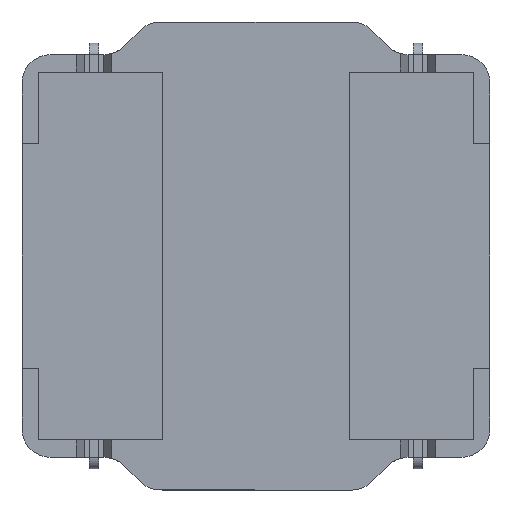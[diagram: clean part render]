
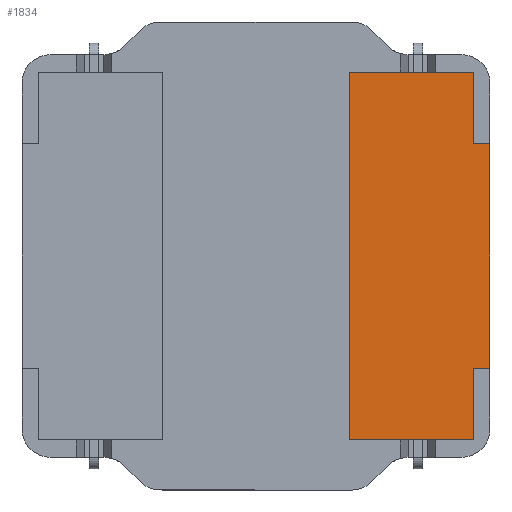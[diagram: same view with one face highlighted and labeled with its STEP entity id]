
A CAD part, front view. The second image highlights one B-rep face of the part: STEP entity #1834.
In plain terms, the highlighted planar face has unit normal (0, -1, 0).
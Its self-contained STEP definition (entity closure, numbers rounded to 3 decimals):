
#23 = VECTOR ( 'NONE', #1192, 1000. ) ;
#94 = CARTESIAN_POINT ( 'NONE',  ( 0., 0., 1.2 ) ) ;
#146 = CARTESIAN_POINT ( 'NONE',  ( 0., 0., -1.965 ) ) ;
#235 = EDGE_CURVE ( 'NONE', #3022, #570, #2052, .T. ) ;
#360 = DIRECTION ( 'NONE',  ( 0., 0., 1. ) ) ;
#423 = LINE ( 'NONE', #3558, #3305 ) ;
#444 = DIRECTION ( 'NONE',  ( 1., 0., 0. ) ) ;
#474 = CARTESIAN_POINT ( 'NONE',  ( 0., 0., 1.965 ) ) ;
#569 = EDGE_CURVE ( 'NONE', #570, #3831, #423, .T. ) ;
#570 = VERTEX_POINT ( 'NONE', #2481 ) ;
#612 = EDGE_CURVE ( 'NONE', #1614, #3771, #1866, .T. ) ;
#681 = LINE ( 'NONE', #3811, #2845 ) ;
#779 = VERTEX_POINT ( 'NONE', #3711 ) ;
#857 = CARTESIAN_POINT ( 'NONE',  ( 2.325, 0., 1.2 ) ) ;
#876 = VECTOR ( 'NONE', #1909, 1000. ) ;
#1030 = VECTOR ( 'NONE', #360, 1000. ) ;
#1175 = AXIS2_PLACEMENT_3D ( 'NONE', #4216, #3852, #2801 ) ;
#1186 = ORIENTED_EDGE ( 'NONE', *, *, #3761, .F. ) ;
#1192 = DIRECTION ( 'NONE',  ( 1., 0., 0. ) ) ;
#1243 = EDGE_CURVE ( 'NONE', #3022, #779, #2866, .T. ) ;
#1326 = DIRECTION ( 'NONE',  ( 1., 0., 0. ) ) ;
#1356 = FACE_OUTER_BOUND ( 'NONE', #2653, .T. ) ;
#1432 = CARTESIAN_POINT ( 'NONE',  ( 1., 0., -1.965 ) ) ;
#1483 = ORIENTED_EDGE ( 'NONE', *, *, #569, .T. ) ;
#1605 = VERTEX_POINT ( 'NONE', #857 ) ;
#1614 = VERTEX_POINT ( 'NONE', #4112 ) ;
#1821 = CARTESIAN_POINT ( 'NONE',  ( 2.325, 0., 0. ) ) ;
#1834 = ADVANCED_FACE ( 'NONE', ( #1356 ), #3871, .T. ) ;
#1866 = LINE ( 'NONE', #4254, #1030 ) ;
#1909 = DIRECTION ( 'NONE',  ( 1., 0., 0. ) ) ;
#1925 = DIRECTION ( 'NONE',  ( 0., 0., 1. ) ) ;
#1944 = CARTESIAN_POINT ( 'NONE',  ( 2.325, 0., 1.965 ) ) ;
#2052 = LINE ( 'NONE', #146, #876 ) ;
#2184 = DIRECTION ( 'NONE',  ( 0., 0., 1. ) ) ;
#2320 = LINE ( 'NONE', #1821, #2592 ) ;
#2450 = ORIENTED_EDGE ( 'NONE', *, *, #235, .T. ) ;
#2481 = CARTESIAN_POINT ( 'NONE',  ( 2.325, 0., -1.965 ) ) ;
#2526 = VECTOR ( 'NONE', #1925, 1000. ) ;
#2587 = ORIENTED_EDGE ( 'NONE', *, *, #612, .T. ) ;
#2592 = VECTOR ( 'NONE', #2875, 1000. ) ;
#2612 = ORIENTED_EDGE ( 'NONE', *, *, #1243, .F. ) ;
#2653 = EDGE_LOOP ( 'NONE', ( #1186, #2669, #4318, #2612, #2450, #1483, #2728, #2587 ) ) ;
#2669 = ORIENTED_EDGE ( 'NONE', *, *, #3503, .T. ) ;
#2728 = ORIENTED_EDGE ( 'NONE', *, *, #2836, .T. ) ;
#2801 = DIRECTION ( 'NONE',  ( 0., 0., -1. ) ) ;
#2836 = EDGE_CURVE ( 'NONE', #3831, #1614, #681, .T. ) ;
#2845 = VECTOR ( 'NONE', #1326, 1000. ) ;
#2866 = LINE ( 'NONE', #3036, #2526 ) ;
#2875 = DIRECTION ( 'NONE',  ( 0., 0., 1. ) ) ;
#3022 = VERTEX_POINT ( 'NONE', #1432 ) ;
#3036 = CARTESIAN_POINT ( 'NONE',  ( 1., 0., 0. ) ) ;
#3305 = VECTOR ( 'NONE', #2184, 1000. ) ;
#3306 = LINE ( 'NONE', #94, #23 ) ;
#3404 = LINE ( 'NONE', #474, #4093 ) ;
#3503 = EDGE_CURVE ( 'NONE', #1605, #3757, #2320, .T. ) ;
#3558 = CARTESIAN_POINT ( 'NONE',  ( 2.325, 0., 0. ) ) ;
#3711 = CARTESIAN_POINT ( 'NONE',  ( 1., 0., 1.965 ) ) ;
#3757 = VERTEX_POINT ( 'NONE', #1944 ) ;
#3761 = EDGE_CURVE ( 'NONE', #1605, #3771, #3306, .T. ) ;
#3770 = CARTESIAN_POINT ( 'NONE',  ( 2.325, 0., -1.2 ) ) ;
#3771 = VERTEX_POINT ( 'NONE', #4422 ) ;
#3811 = CARTESIAN_POINT ( 'NONE',  ( 0., 0., -1.2 ) ) ;
#3831 = VERTEX_POINT ( 'NONE', #3770 ) ;
#3852 = DIRECTION ( 'NONE',  ( 0., -1., 0. ) ) ;
#3871 = PLANE ( 'NONE',  #1175 ) ;
#4093 = VECTOR ( 'NONE', #444, 1000. ) ;
#4112 = CARTESIAN_POINT ( 'NONE',  ( 2.5, 0., -1.2 ) ) ;
#4196 = EDGE_CURVE ( 'NONE', #779, #3757, #3404, .T. ) ;
#4216 = CARTESIAN_POINT ( 'NONE',  ( 0., 0., 0. ) ) ;
#4254 = CARTESIAN_POINT ( 'NONE',  ( 2.5, 0., 0. ) ) ;
#4318 = ORIENTED_EDGE ( 'NONE', *, *, #4196, .F. ) ;
#4422 = CARTESIAN_POINT ( 'NONE',  ( 2.5, 0., 1.2 ) ) ;
